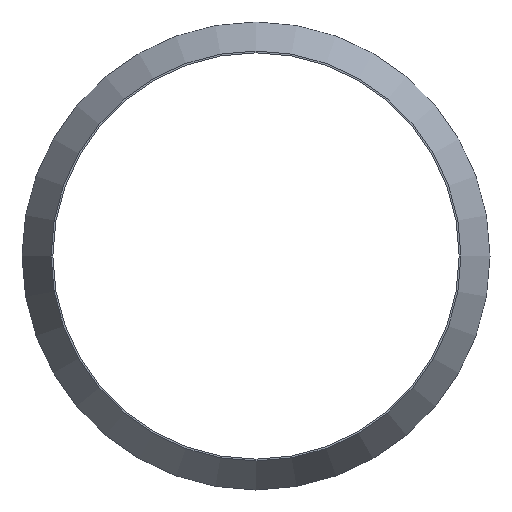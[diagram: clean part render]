
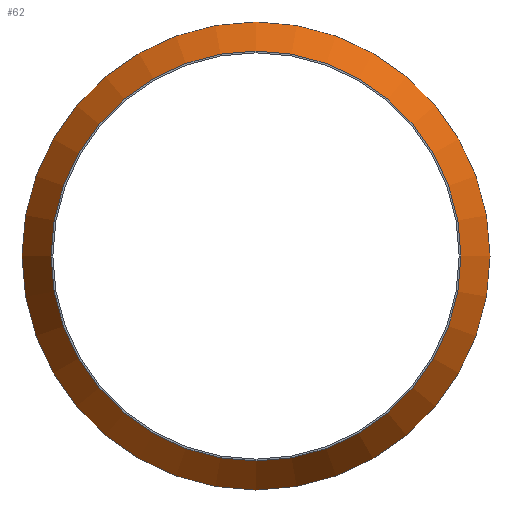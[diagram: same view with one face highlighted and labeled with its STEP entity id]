
A CAD part, left-side view. The second image highlights one B-rep face of the part: STEP entity #62.
In plain terms, the highlighted conical face has half-angle 29.745 degrees and reference radius 60.5 mm.
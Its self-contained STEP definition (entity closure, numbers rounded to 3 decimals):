
#62=ADVANCED_FACE('',(#152,#154),#156,.T.);
#152=FACE_OUTER_BOUND('',#153,.T.);
#153=EDGE_LOOP('',(#235));
#154=FACE_OUTER_BOUND('',#155,.T.);
#155=EDGE_LOOP('',(#236));
#156=CONICAL_SURFACE('',#157,60.5,0.519);
#157=AXIS2_PLACEMENT_3D('',#158,#159,#160);
#158=CARTESIAN_POINT('',(-23.,0.,0.));
#159=DIRECTION('',(1.,0.,0.));
#160=DIRECTION('',(0.,0.,-1.));
#235=ORIENTED_EDGE('',*,*,#255,.T.);
#236=ORIENTED_EDGE('',*,*,#253,.F.);
#253=EDGE_CURVE('',#263,#263,#264,.T.);
#255=EDGE_CURVE('',#267,#267,#268,.T.);
#263=VERTEX_POINT('',#283);
#264=CIRCLE('',#284,56.5);
#267=VERTEX_POINT('',#293);
#268=CIRCLE('',#294,64.5);
#283=CARTESIAN_POINT('',(-30.,0.,56.5));
#284=AXIS2_PLACEMENT_3D('',#285,#286,#287);
#285=CARTESIAN_POINT('',(-30.,0.,0.));
#286=DIRECTION('',(-1.,0.,0.));
#287=DIRECTION('',(0.,0.,1.));
#293=CARTESIAN_POINT('',(-16.,0.,64.5));
#294=AXIS2_PLACEMENT_3D('',#295,#296,#297);
#295=CARTESIAN_POINT('',(-16.,0.,0.));
#296=DIRECTION('',(-1.,0.,0.));
#297=DIRECTION('',(0.,0.,1.));
